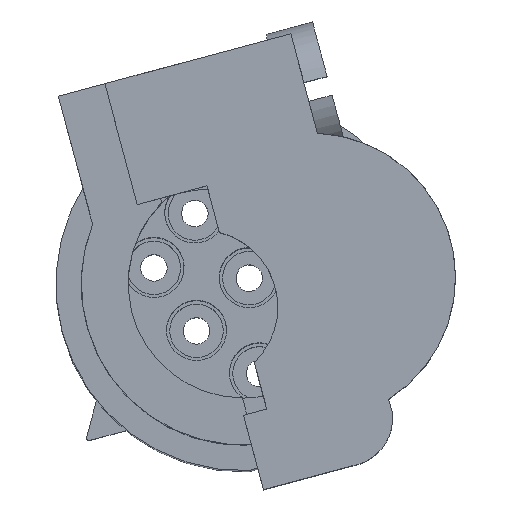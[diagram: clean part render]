
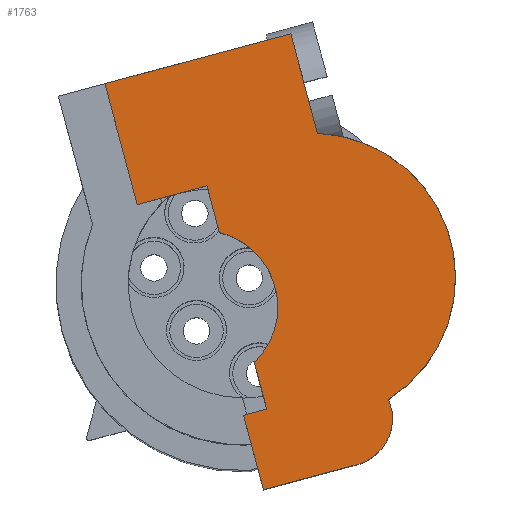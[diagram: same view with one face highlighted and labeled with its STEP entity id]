
A CAD part, top view. The second image highlights one B-rep face of the part: STEP entity #1763.
In plain terms, the highlighted planar face has unit normal (0, 0, 1).
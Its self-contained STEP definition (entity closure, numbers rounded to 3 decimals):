
#846=AXIS2_PLACEMENT_3D('Circle Axis2P3D',#844,#845,$) ;
#863=AXIS2_PLACEMENT_3D('Circle Axis2P3D',#861,#862,$) ;
#1707=AXIS2_PLACEMENT_3D('Plane Axis2P3D',#1704,#1705,#1706) ;
#1720=AXIS2_PLACEMENT_3D('Circle Axis2P3D',#1718,#1719,$) ;
#1739=AXIS2_PLACEMENT_3D('Circle Axis2P3D',#1737,#1738,$) ;
#609=CARTESIAN_POINT('Vertex',(2.031,16.869,46.25)) ;
#612=CARTESIAN_POINT('Line Origine',(5.895,17.904,46.25)) ;
#616=CARTESIAN_POINT('Vertex',(9.758,18.939,46.25)) ;
#725=CARTESIAN_POINT('Line Origine',(10.312,16.874,46.25)) ;
#729=CARTESIAN_POINT('Vertex',(10.865,14.808,46.25)) ;
#785=CARTESIAN_POINT('Vertex',(13.975,3.201,46.25)) ;
#813=CARTESIAN_POINT('Vertex',(13.827,3.753,46.25)) ;
#816=CARTESIAN_POINT('Line Origine',(13.901,3.477,46.25)) ;
#841=CARTESIAN_POINT('Vertex',(12.506,1.033,46.25)) ;
#844=CARTESIAN_POINT('Axis2P3D Location',(11.989,2.965,46.25)) ;
#861=CARTESIAN_POINT('Axis2P3D Location',(11.989,2.965,46.25)) ;
#865=CARTESIAN_POINT('Vertex',(12.335,0.995,46.25)) ;
#885=CARTESIAN_POINT('Line Origine',(10.478,0.498,46.25)) ;
#889=CARTESIAN_POINT('Vertex',(8.621,0.,46.25)) ;
#909=CARTESIAN_POINT('Line Origine',(8.207,1.545,46.25)) ;
#913=CARTESIAN_POINT('Vertex',(7.793,3.091,46.25)) ;
#1689=CARTESIAN_POINT('Vertex',(3.377,11.846,46.25)) ;
#1692=CARTESIAN_POINT('Line Origine',(2.704,14.358,46.25)) ;
#1704=CARTESIAN_POINT('Axis2P3D Location',(10.507,8.787,46.25)) ;
#1709=CARTESIAN_POINT('Line Origine',(6.533,11.657,46.25)) ;
#1713=CARTESIAN_POINT('Vertex',(6.274,12.623,46.25)) ;
#1715=CARTESIAN_POINT('Vertex',(6.792,10.691,46.25)) ;
#1718=CARTESIAN_POINT('Axis2P3D Location',(6.02,7.585,46.25)) ;
#1722=CARTESIAN_POINT('Vertex',(8.241,5.282,46.25)) ;
#1725=CARTESIAN_POINT('Line Origine',(8.5,4.316,46.25)) ;
#1729=CARTESIAN_POINT('Vertex',(8.759,3.35,46.25)) ;
#1732=CARTESIAN_POINT('Line Origine',(8.276,3.22,46.25)) ;
#1737=CARTESIAN_POINT('Axis2P3D Location',(10.603,8.813,46.25)) ;
#1742=CARTESIAN_POINT('Line Origine',(4.825,12.235,46.25)) ;
#613=DIRECTION('Vector Direction',(-0.966,-0.259,0.)) ;
#726=DIRECTION('Vector Direction',(-0.259,0.966,0.)) ;
#817=DIRECTION('Vector Direction',(0.259,-0.966,0.)) ;
#845=DIRECTION('Axis2P3D Direction',(0.,-0.,1.)) ;
#862=DIRECTION('Axis2P3D Direction',(0.,-0.,1.)) ;
#886=DIRECTION('Vector Direction',(0.966,0.259,0.)) ;
#910=DIRECTION('Vector Direction',(0.259,-0.966,0.)) ;
#1693=DIRECTION('Vector Direction',(0.259,-0.966,0.)) ;
#1705=DIRECTION('Axis2P3D Direction',(-0.,0.,1.)) ;
#1706=DIRECTION('Axis2P3D XDirection',(0.259,-0.966,0.)) ;
#1710=DIRECTION('Vector Direction',(0.259,-0.966,0.)) ;
#1719=DIRECTION('Axis2P3D Direction',(-0.,0.,1.)) ;
#1726=DIRECTION('Vector Direction',(0.259,-0.966,0.)) ;
#1733=DIRECTION('Vector Direction',(-0.966,-0.259,0.)) ;
#1738=DIRECTION('Axis2P3D Direction',(-0.,0.,1.)) ;
#1743=DIRECTION('Vector Direction',(0.966,0.259,0.)) ;
#614=VECTOR('Line Direction',#613,1.) ;
#727=VECTOR('Line Direction',#726,1.) ;
#818=VECTOR('Line Direction',#817,1.) ;
#887=VECTOR('Line Direction',#886,1.) ;
#911=VECTOR('Line Direction',#910,1.) ;
#1694=VECTOR('Line Direction',#1693,1.) ;
#1711=VECTOR('Line Direction',#1710,1.) ;
#1727=VECTOR('Line Direction',#1726,1.) ;
#1734=VECTOR('Line Direction',#1733,1.) ;
#1744=VECTOR('Line Direction',#1743,1.) ;
#1748=ORIENTED_EDGE('',*,*,#1717,.T.) ;
#1749=ORIENTED_EDGE('',*,*,#1724,.F.) ;
#1750=ORIENTED_EDGE('',*,*,#1731,.T.) ;
#1751=ORIENTED_EDGE('',*,*,#1736,.T.) ;
#1752=ORIENTED_EDGE('',*,*,#915,.T.) ;
#1753=ORIENTED_EDGE('',*,*,#891,.T.) ;
#1754=ORIENTED_EDGE('',*,*,#867,.T.) ;
#1755=ORIENTED_EDGE('',*,*,#848,.T.) ;
#1756=ORIENTED_EDGE('',*,*,#820,.F.) ;
#1757=ORIENTED_EDGE('',*,*,#1741,.T.) ;
#1758=ORIENTED_EDGE('',*,*,#731,.T.) ;
#1759=ORIENTED_EDGE('',*,*,#618,.T.) ;
#1760=ORIENTED_EDGE('',*,*,#1696,.T.) ;
#1761=ORIENTED_EDGE('',*,*,#1746,.T.) ;
#1763=ADVANCED_FACE('Hauptk\X2\00F6\X0\rper',(#1762),#1708,.T.) ;
#847=CIRCLE('generated circle',#846,2.) ;
#864=CIRCLE('generated circle',#863,2.) ;
#1721=CIRCLE('generated circle',#1720,3.2) ;
#1740=CIRCLE('generated circle',#1739,6.) ;
#618=EDGE_CURVE('',#617,#610,#615,.T.) ;
#731=EDGE_CURVE('',#730,#617,#728,.T.) ;
#820=EDGE_CURVE('',#814,#786,#819,.T.) ;
#848=EDGE_CURVE('',#842,#786,#847,.T.) ;
#867=EDGE_CURVE('',#866,#842,#864,.T.) ;
#891=EDGE_CURVE('',#890,#866,#888,.T.) ;
#915=EDGE_CURVE('',#914,#890,#912,.T.) ;
#1696=EDGE_CURVE('',#610,#1690,#1695,.T.) ;
#1717=EDGE_CURVE('',#1714,#1716,#1712,.T.) ;
#1724=EDGE_CURVE('',#1723,#1716,#1721,.T.) ;
#1731=EDGE_CURVE('',#1723,#1730,#1728,.T.) ;
#1736=EDGE_CURVE('',#1730,#914,#1735,.T.) ;
#1741=EDGE_CURVE('',#814,#730,#1740,.T.) ;
#1746=EDGE_CURVE('',#1690,#1714,#1745,.T.) ;
#1747=EDGE_LOOP('',(#1748,#1749,#1750,#1751,#1752,#1753,#1754,#1755,#1756,#1757,#1758,#1759,#1760,#1761)) ;
#1762=FACE_OUTER_BOUND('',#1747,.T.) ;
#615=LINE('Line',#612,#614) ;
#728=LINE('Line',#725,#727) ;
#819=LINE('Line',#816,#818) ;
#888=LINE('Line',#885,#887) ;
#912=LINE('Line',#909,#911) ;
#1695=LINE('Line',#1692,#1694) ;
#1712=LINE('Line',#1709,#1711) ;
#1728=LINE('Line',#1725,#1727) ;
#1735=LINE('Line',#1732,#1734) ;
#1745=LINE('Line',#1742,#1744) ;
#1708=PLANE('',#1707) ;
#610=VERTEX_POINT('',#609) ;
#617=VERTEX_POINT('',#616) ;
#730=VERTEX_POINT('',#729) ;
#786=VERTEX_POINT('',#785) ;
#814=VERTEX_POINT('',#813) ;
#842=VERTEX_POINT('',#841) ;
#866=VERTEX_POINT('',#865) ;
#890=VERTEX_POINT('',#889) ;
#914=VERTEX_POINT('',#913) ;
#1690=VERTEX_POINT('',#1689) ;
#1714=VERTEX_POINT('',#1713) ;
#1716=VERTEX_POINT('',#1715) ;
#1723=VERTEX_POINT('',#1722) ;
#1730=VERTEX_POINT('',#1729) ;
